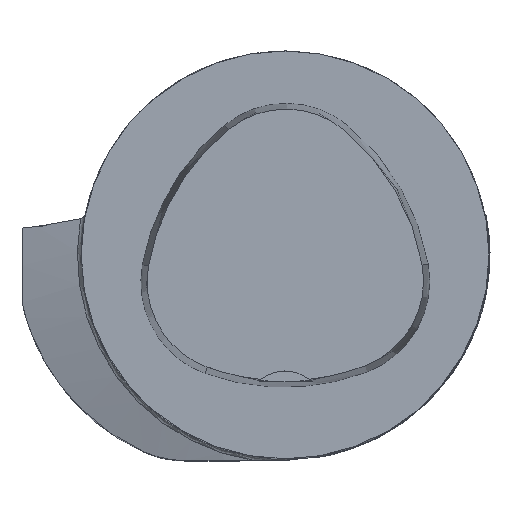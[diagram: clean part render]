
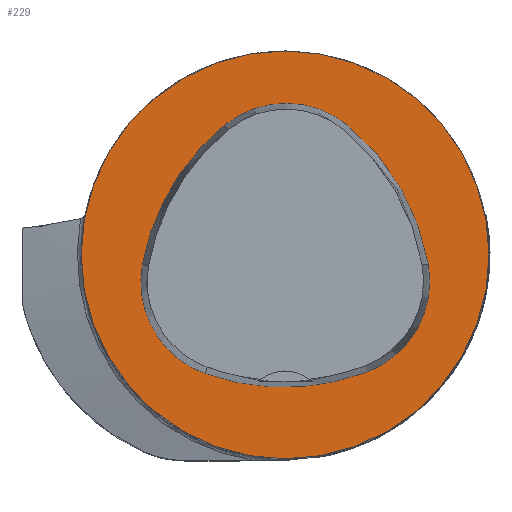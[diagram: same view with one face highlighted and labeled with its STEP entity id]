
A CAD part, top view. The second image highlights one B-rep face of the part: STEP entity #229.
In plain terms, the highlighted planar face has unit normal (0, 0, 1).
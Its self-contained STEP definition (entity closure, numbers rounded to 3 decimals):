
#229=ADVANCED_FACE('',(#459,#460),#276,.T.);
#276=PLANE('',#1320);
#459=FACE_BOUND('',#506,.T.);
#460=FACE_BOUND('',#507,.T.);
#506=EDGE_LOOP('',(#737,#738,#739,#740,#741,#742));
#507=EDGE_LOOP('',(#743));
#737=ORIENTED_EDGE('',*,*,#1086,.T.);
#738=ORIENTED_EDGE('',*,*,#1066,.T.);
#739=ORIENTED_EDGE('',*,*,#1070,.T.);
#740=ORIENTED_EDGE('',*,*,#1073,.T.);
#741=ORIENTED_EDGE('',*,*,#1076,.T.);
#742=ORIENTED_EDGE('',*,*,#1084,.T.);
#743=ORIENTED_EDGE('',*,*,#1057,.F.);
#927=VERTEX_POINT('',#2062);
#936=VERTEX_POINT('',#2081);
#937=VERTEX_POINT('',#2082);
#940=VERTEX_POINT('',#2090);
#942=VERTEX_POINT('',#2096);
#944=VERTEX_POINT('',#2102);
#951=VERTEX_POINT('',#2123);
#1057=EDGE_CURVE('',#927,#927,#1131,.T.);
#1066=EDGE_CURVE('',#936,#937,#1132,.T.);
#1070=EDGE_CURVE('',#937,#940,#1134,.T.);
#1073=EDGE_CURVE('',#940,#942,#1136,.T.);
#1076=EDGE_CURVE('',#942,#944,#1138,.T.);
#1084=EDGE_CURVE('',#944,#951,#1142,.T.);
#1086=EDGE_CURVE('',#951,#936,#1144,.T.);
#1131=CIRCLE('',#1292,31.5);
#1132=CIRCLE('',#1298,36.);
#1134=CIRCLE('',#1301,15.);
#1136=CIRCLE('',#1304,36.);
#1138=CIRCLE('',#1307,15.);
#1142=CIRCLE('',#1312,36.);
#1144=CIRCLE('',#1315,15.);
#1292=AXIS2_PLACEMENT_3D('',#2061,#1536,#1537);
#1298=AXIS2_PLACEMENT_3D('',#2080,#1552,#1553);
#1301=AXIS2_PLACEMENT_3D('',#2089,#1560,#1561);
#1304=AXIS2_PLACEMENT_3D('',#2095,#1567,#1568);
#1307=AXIS2_PLACEMENT_3D('',#2101,#1574,#1575);
#1312=AXIS2_PLACEMENT_3D('',#2124,#1586,#1587);
#1315=AXIS2_PLACEMENT_3D('',#2127,#1592,#1593);
#1320=AXIS2_PLACEMENT_3D('',#2132,#1602,#1603);
#1536=DIRECTION('',(0.,0.,-1.));
#1537=DIRECTION('',(-1.,0.,0.));
#1552=DIRECTION('',(0.,0.,-1.));
#1553=DIRECTION('',(-1.,0.,0.));
#1560=DIRECTION('',(0.,0.,-1.));
#1561=DIRECTION('',(-1.,0.,0.));
#1567=DIRECTION('',(0.,0.,-1.));
#1568=DIRECTION('',(-1.,0.,0.));
#1574=DIRECTION('',(0.,0.,-1.));
#1575=DIRECTION('',(-1.,0.,0.));
#1586=DIRECTION('',(0.,0.,-1.));
#1587=DIRECTION('',(-1.,0.,0.));
#1592=DIRECTION('',(0.,0.,-1.));
#1593=DIRECTION('',(-1.,0.,0.));
#1602=DIRECTION('',(0.,0.,1.));
#1603=DIRECTION('',(1.,0.,0.));
#2061=CARTESIAN_POINT('',(0.,0.,0.));
#2062=CARTESIAN_POINT('',(-31.5,0.,0.));
#2080=CARTESIAN_POINT('',(13.398,-7.893,0.));
#2081=CARTESIAN_POINT('',(-22.041,-1.562,0.));
#2082=CARTESIAN_POINT('',(-9.317,20.036,0.));
#2089=CARTESIAN_POINT('',(0.148,8.399,0.));
#2090=CARTESIAN_POINT('',(9.779,19.898,0.));
#2095=CARTESIAN_POINT('',(-13.337,-7.7,0.));
#2096=CARTESIAN_POINT('',(22.122,-1.48,0.));
#2101=CARTESIAN_POINT('',(7.347,-4.071,0.));
#2102=CARTESIAN_POINT('',(12.693,-18.087,0.));
#2123=CARTESIAN_POINT('',(-12.373,-18.307,0.));
#2124=CARTESIAN_POINT('',(-0.137,15.55,0.));
#2127=CARTESIAN_POINT('',(-7.275,-4.2,0.));
#2132=CARTESIAN_POINT('',(0.,0.,0.));
